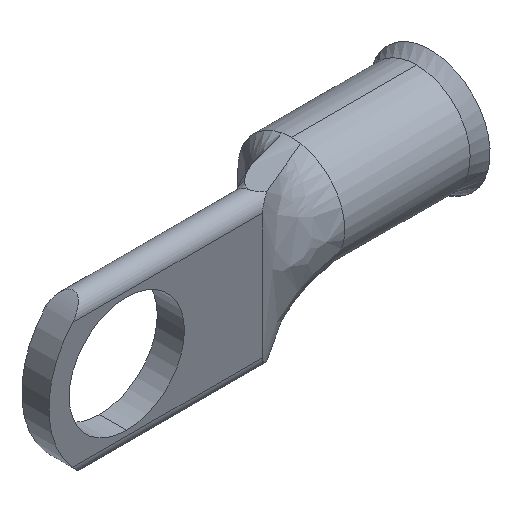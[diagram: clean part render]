
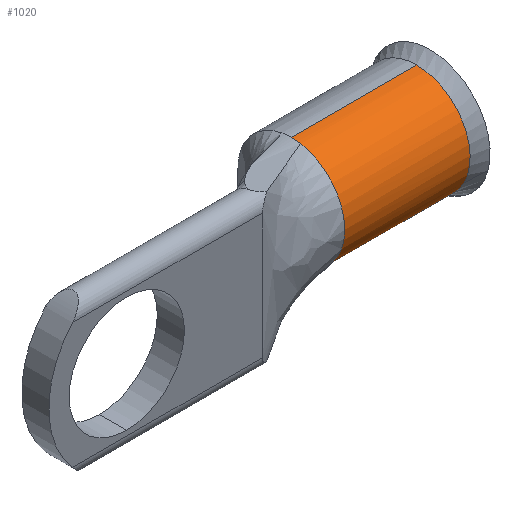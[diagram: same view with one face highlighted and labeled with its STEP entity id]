
A CAD part, isometric view. The second image highlights one B-rep face of the part: STEP entity #1020.
In plain terms, the highlighted cylindrical face has radius 4 mm (diameter 8.001 mm), a partial arc.
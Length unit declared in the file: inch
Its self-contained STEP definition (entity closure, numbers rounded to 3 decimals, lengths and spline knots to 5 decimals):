
#37 = VERTEX_POINT ( 'NONE', #2851 ) ;
#134 = CARTESIAN_POINT ( 'NONE',  ( 0.94803, 0.13775, -0.1575 ) ) ;
#159 = DIRECTION ( 'NONE',  ( 1., 0., 0. ) ) ;
#215 = FACE_OUTER_BOUND ( 'NONE', #3470, .T. ) ;
#228 = VERTEX_POINT ( 'NONE', #134 ) ;
#245 = AXIS2_PLACEMENT_3D ( 'NONE', #2504, #3141, #296 ) ;
#296 = DIRECTION ( 'NONE',  ( 0., 0., -1. ) ) ;
#308 = AXIS2_PLACEMENT_3D ( 'NONE', #2398, #3043, #2144 ) ;
#515 = VERTEX_POINT ( 'NONE', #2667 ) ;
#560 = VERTEX_POINT ( 'NONE', #2704 ) ;
#561 = DIRECTION ( 'NONE',  ( 1., 0., 0. ) ) ;
#688 = CARTESIAN_POINT ( 'NONE',  ( 0.57803, 0.13775, 0.15749 ) ) ;
#761 = CARTESIAN_POINT ( 'NONE',  ( 0.94803, 0.13775, 0. ) ) ;
#892 = CARTESIAN_POINT ( 'NONE',  ( 0.57803, 0.13775, 0. ) ) ;
#907 = ORIENTED_EDGE ( 'NONE', *, *, #3268, .F. ) ;
#908 = CARTESIAN_POINT ( 'NONE',  ( 0.57803, 0.13775, -0.1575 ) ) ;
#946 = EDGE_CURVE ( 'NONE', #2563, #515, #2695, .T. ) ;
#965 = EDGE_CURVE ( 'NONE', #1223, #1832, #1442, .T. ) ;
#975 = CIRCLE ( 'NONE', #245, 0.1575 ) ;
#999 = CARTESIAN_POINT ( 'NONE',  ( 0.57803, 0.11018, -0.15508 ) ) ;
#1020 = ADVANCED_FACE ( 'NONE', ( #215 ), #2456, .T. ) ;
#1031 = CARTESIAN_POINT ( 'NONE',  ( 0.57803, 0.13775, 0.1575 ) ) ;
#1208 = DIRECTION ( 'NONE',  ( 1., 0., 0. ) ) ;
#1223 = VERTEX_POINT ( 'NONE', #688 ) ;
#1273 = LINE ( 'NONE', #1031, #3669 ) ;
#1442 = CIRCLE ( 'NONE', #3747, 0.1575 ) ;
#1609 = VECTOR ( 'NONE', #3155, 39.37008 ) ;
#1637 = DIRECTION ( 'NONE',  ( 0., 0., -1. ) ) ;
#1640 = AXIS2_PLACEMENT_3D ( 'NONE', #1780, #1208, #2416 ) ;
#1722 = ORIENTED_EDGE ( 'NONE', *, *, #1983, .F. ) ;
#1738 = EDGE_CURVE ( 'NONE', #1832, #2563, #2956, .T. ) ;
#1771 = CIRCLE ( 'NONE', #4081, 0.1575 ) ;
#1780 = CARTESIAN_POINT ( 'NONE',  ( 0.57803, 0.13775, 0. ) ) ;
#1832 = VERTEX_POINT ( 'NONE', #3451 ) ;
#1894 = LINE ( 'NONE', #908, #1609 ) ;
#1913 = ORIENTED_EDGE ( 'NONE', *, *, #965, .T. ) ;
#1983 = EDGE_CURVE ( 'NONE', #560, #228, #975, .T. ) ;
#2140 = DIRECTION ( 'NONE',  ( 0., 0., -1. ) ) ;
#2144 = DIRECTION ( 'NONE',  ( 0., 0., -1. ) ) ;
#2161 = EDGE_CURVE ( 'NONE', #1223, #37, #1273, .T. ) ;
#2398 = CARTESIAN_POINT ( 'NONE',  ( 0.57803, 0.13775, 0. ) ) ;
#2416 = DIRECTION ( 'NONE',  ( 0., 0., -1. ) ) ;
#2437 = CARTESIAN_POINT ( 'NONE',  ( 0.57803, 0.13775, 0. ) ) ;
#2456 = CYLINDRICAL_SURFACE ( 'NONE', #3289, 0.1575 ) ;
#2479 = DIRECTION ( 'NONE',  ( 0., 0., -1. ) ) ;
#2504 = CARTESIAN_POINT ( 'NONE',  ( 0.94803, 0.13775, 0. ) ) ;
#2563 = VERTEX_POINT ( 'NONE', #999 ) ;
#2660 = ORIENTED_EDGE ( 'NONE', *, *, #946, .T. ) ;
#2667 = CARTESIAN_POINT ( 'NONE',  ( 0.57803, 0.13775, -0.15749 ) ) ;
#2695 = CIRCLE ( 'NONE', #1640, 0.1575 ) ;
#2704 = CARTESIAN_POINT ( 'NONE',  ( 0.94803, -0.00176, -0.07309 ) ) ;
#2709 = DIRECTION ( 'NONE',  ( 1., 0., 0. ) ) ;
#2733 = DIRECTION ( 'NONE',  ( 1., 0., 0. ) ) ;
#2825 = ORIENTED_EDGE ( 'NONE', *, *, #4064, .T. ) ;
#2851 = CARTESIAN_POINT ( 'NONE',  ( 0.94803, 0.13775, 0.1575 ) ) ;
#2956 = CIRCLE ( 'NONE', #308, 0.1575 ) ;
#3043 = DIRECTION ( 'NONE',  ( 1., 0., 0. ) ) ;
#3141 = DIRECTION ( 'NONE',  ( 1., 0., 0. ) ) ;
#3155 = DIRECTION ( 'NONE',  ( 1., 0., 0. ) ) ;
#3180 = ORIENTED_EDGE ( 'NONE', *, *, #1738, .T. ) ;
#3268 = EDGE_CURVE ( 'NONE', #37, #560, #1771, .T. ) ;
#3289 = AXIS2_PLACEMENT_3D ( 'NONE', #892, #2733, #2479 ) ;
#3397 = ORIENTED_EDGE ( 'NONE', *, *, #2161, .F. ) ;
#3451 = CARTESIAN_POINT ( 'NONE',  ( 0.57803, 0.11018, 0.15508 ) ) ;
#3470 = EDGE_LOOP ( 'NONE', ( #3397, #1913, #3180, #2660, #2825, #1722, #907 ) ) ;
#3669 = VECTOR ( 'NONE', #2709, 39.37008 ) ;
#3747 = AXIS2_PLACEMENT_3D ( 'NONE', #2437, #561, #2140 ) ;
#4064 = EDGE_CURVE ( 'NONE', #515, #228, #1894, .T. ) ;
#4081 = AXIS2_PLACEMENT_3D ( 'NONE', #761, #159, #1637 ) ;
